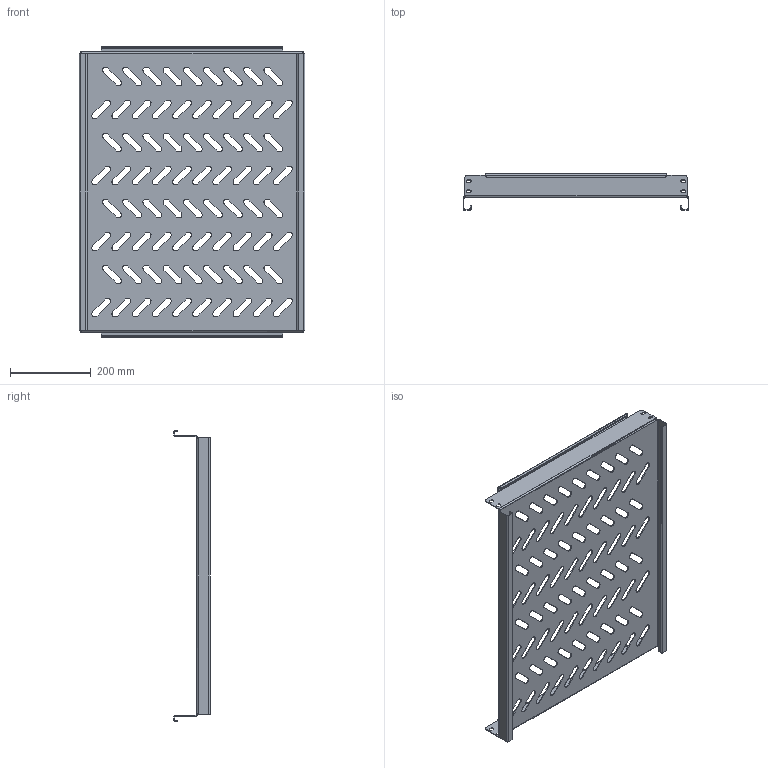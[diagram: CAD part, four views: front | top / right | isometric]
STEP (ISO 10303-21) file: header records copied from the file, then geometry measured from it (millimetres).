
FILE_DESCRIPTION (( 'STEP AP214' ), '1' );
FILE_NAME ('945.386.STEP', '2024-09-25T11:12:10', ( '' ), ( '' ), 'SwSTEP 2.0', 'SolidWorks 2021', '' );
FILE_SCHEMA (( 'AUTOMOTIVE_DESIGN' ));
Length unit declared in the file: millimetre
Products named in the file (1): 945.386
Bounding box: 560 x 90 x 720 mm (x, y, z)
Volume: 946658.9 mm3; surface area: 974004.6 mm2
Topology: 1 solids, 1 shells, 542 faces, 1532 edges, 992 vertices
Faces by surface type: cylinder 288, plane 246, bspline 8
Entity records: 18394 total; most frequent: CARTESIAN_POINT 3567, DIRECTION 3138, ORIENTED_EDGE 3064, EDGE_CURVE 1532, AXIS2_PLACEMENT_3D 1111, VERTEX_POINT 992, VECTOR 916, LINE 916
